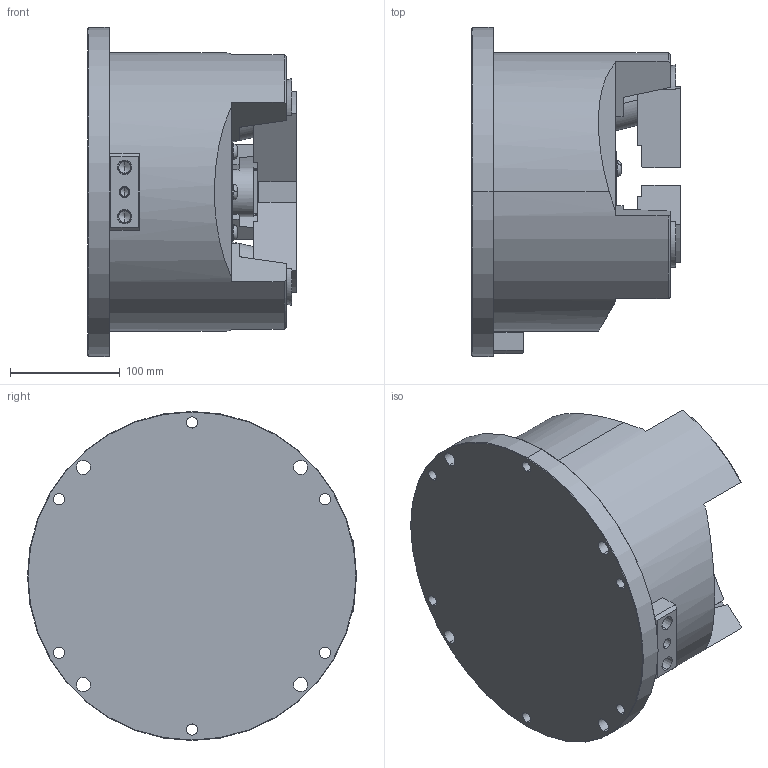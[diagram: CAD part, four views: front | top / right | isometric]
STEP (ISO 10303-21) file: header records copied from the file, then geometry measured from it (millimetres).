
FILE_DESCRIPTION (( 'STEP AP203' ), '1' );
FILE_NAME ('CF-SU-310.STEP', '2022-12-19T03:10:10', ( '' ), ( '' ), 'SwSTEP 2.0', 'SolidWorks 2020', '' );
FILE_SCHEMA (( 'CONFIG_CONTROL_DESIGN' ));
Length unit declared in the file: millimetre
Products named in the file (10): CF-3U-210-03000; CF-SU-310; CF-3U-210-07000; 圓頭內六角螺栓_M14x35; CF-SU-310-06000; 半圓頭六角孔螺栓_M8x12; CF-SU-310-01000; CF-SU-308-07000; CF-SU-310-05000; 圓頭內六角螺栓_M6x30
Assembly tree (18 placements, depth 2):
  CF-SU-310
    CF-SU-310-01000
    CF-SU-310-05000
    CF-3U-210-03000  x3
    CF-3U-210-07000  x3
    圓頭內六角螺栓_M14x35  x3
    CF-SU-310-06000
    半圓頭六角孔螺栓_M8x12  x3
    CF-SU-308-07000
    圓頭內六角螺栓_M6x30  x2
Bounding box: 190 x 300 x 300 mm (x, y, z)
Volume: 7592695.2 mm3; surface area: 546055.6 mm2
Topology: 18 solids, 18 shells, 490 faces, 1171 edges, 711 vertices
Faces by surface type: plane 214, cylinder 153, cone 110, torus 13
Entity records: 10374 total; most frequent: CARTESIAN_POINT 1822, DIRECTION 1621, ORIENTED_EDGE 1434, EDGE_CURVE 717, AXIS2_PLACEMENT_3D 641, VERTEX_POINT 460, EDGE_LOOP 367, LINE 339
